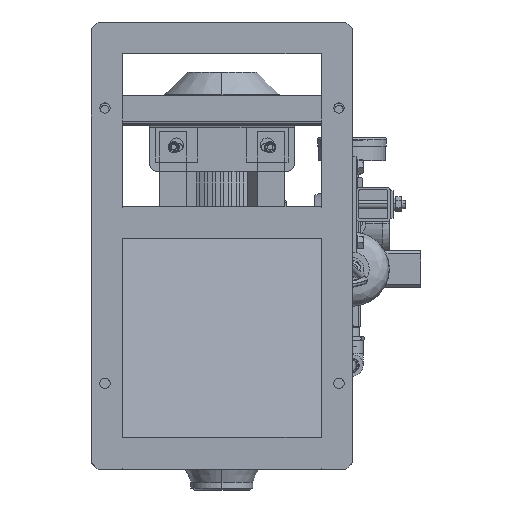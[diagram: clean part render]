
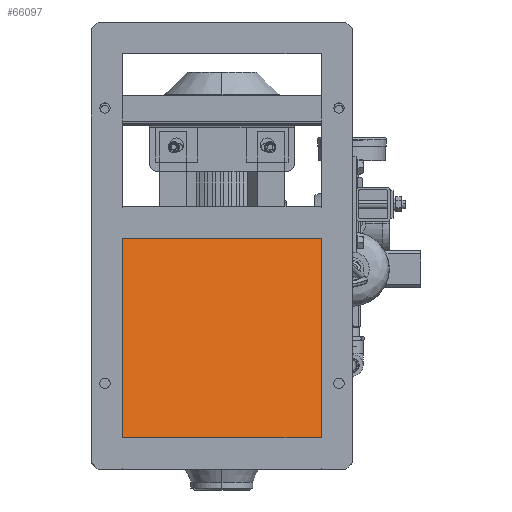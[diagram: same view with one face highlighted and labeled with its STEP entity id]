
A CAD part, front view. The second image highlights one B-rep face of the part: STEP entity #66097.
In plain terms, the highlighted planar face has unit normal (0, -0.985, 0.17).
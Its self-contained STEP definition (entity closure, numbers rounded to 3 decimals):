
#1876 = VECTOR ( 'NONE', #31820, 1000. ) ;
#7164 = DIRECTION ( 'NONE',  ( 0., -0.17, -0.985 ) ) ;
#12861 = VERTEX_POINT ( 'NONE', #67235 ) ;
#14885 = VERTEX_POINT ( 'NONE', #64172 ) ;
#15470 = CARTESIAN_POINT ( 'NONE',  ( -144., -252.985, -78.657 ) ) ;
#18229 = CARTESIAN_POINT ( 'NONE',  ( 144., -252.985, -78.657 ) ) ;
#19460 = EDGE_CURVE ( 'NONE', #14885, #12861, #77398, .T. ) ;
#24895 = AXIS2_PLACEMENT_3D ( 'NONE', #40382, #57358, #48298 ) ;
#25322 = VERTEX_POINT ( 'NONE', #18229 ) ;
#27985 = ORIENTED_EDGE ( 'NONE', *, *, #82409, .T. ) ;
#30775 = EDGE_LOOP ( 'NONE', ( #53683, #27985, #56325, #32950 ) ) ;
#31820 = DIRECTION ( 'NONE',  ( 0., -0.17, -0.985 ) ) ;
#32950 = ORIENTED_EDGE ( 'NONE', *, *, #38242, .F. ) ;
#34898 = DIRECTION ( 'NONE',  ( -1., 0., 0. ) ) ;
#38242 = EDGE_CURVE ( 'NONE', #14885, #25322, #46204, .T. ) ;
#39849 = LINE ( 'NONE', #15470, #1876 ) ;
#40025 = PLANE ( 'NONE',  #24895 ) ;
#40382 = CARTESIAN_POINT ( 'NONE',  ( 144., -252.985, -78.657 ) ) ;
#40928 = LINE ( 'NONE', #46440, #95541 ) ;
#41019 = VECTOR ( 'NONE', #7164, 1000. ) ;
#46204 = LINE ( 'NONE', #56588, #41019 ) ;
#46440 = CARTESIAN_POINT ( 'NONE',  ( 144., -252.985, -78.657 ) ) ;
#48298 = DIRECTION ( 'NONE',  ( 0., 0.17, 0.985 ) ) ;
#49945 = VERTEX_POINT ( 'NONE', #72976 ) ;
#53683 = ORIENTED_EDGE ( 'NONE', *, *, #19460, .T. ) ;
#55829 = DIRECTION ( 'NONE',  ( -1., 0., 0. ) ) ;
#56231 = FACE_OUTER_BOUND ( 'NONE', #30775, .T. ) ;
#56325 = ORIENTED_EDGE ( 'NONE', *, *, #75623, .F. ) ;
#56588 = CARTESIAN_POINT ( 'NONE',  ( 144., -252.985, -78.657 ) ) ;
#57358 = DIRECTION ( 'NONE',  ( 0., 0.985, -0.17 ) ) ;
#64172 = CARTESIAN_POINT ( 'NONE',  ( 144., -202.985, 211. ) ) ;
#64474 = VECTOR ( 'NONE', #34898, 1000. ) ;
#66097 = ADVANCED_FACE ( 'NONE', ( #56231 ), #40025, .F. ) ;
#67235 = CARTESIAN_POINT ( 'NONE',  ( -144., -202.985, 211. ) ) ;
#68167 = CARTESIAN_POINT ( 'NONE',  ( 144., -202.985, 211. ) ) ;
#72976 = CARTESIAN_POINT ( 'NONE',  ( -144., -252.985, -78.657 ) ) ;
#75623 = EDGE_CURVE ( 'NONE', #25322, #49945, #40928, .T. ) ;
#77398 = LINE ( 'NONE', #68167, #64474 ) ;
#82409 = EDGE_CURVE ( 'NONE', #12861, #49945, #39849, .T. ) ;
#95541 = VECTOR ( 'NONE', #55829, 1000. ) ;
